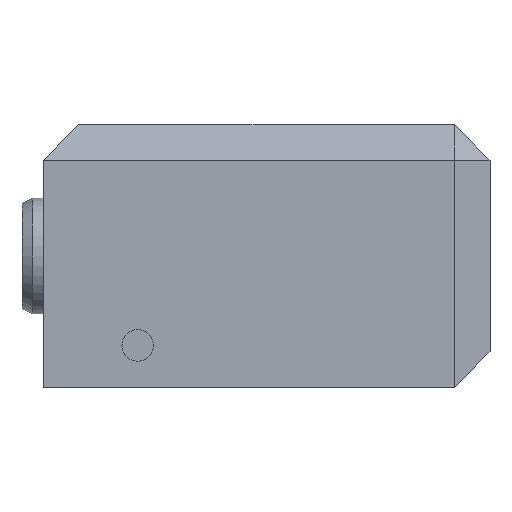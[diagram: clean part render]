
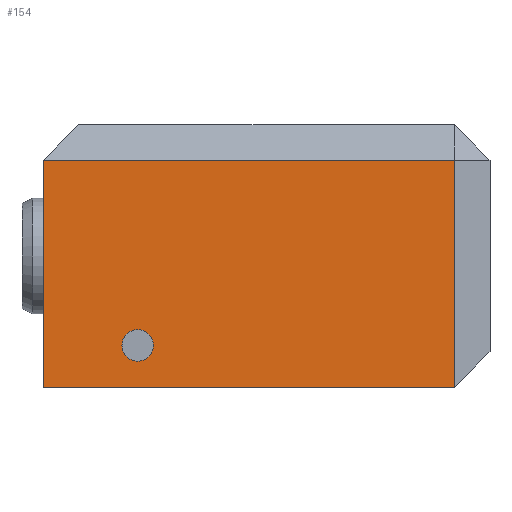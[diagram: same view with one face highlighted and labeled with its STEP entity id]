
A CAD part, left-side view. The second image highlights one B-rep face of the part: STEP entity #154.
In plain terms, the highlighted planar face has unit normal (-1, 0, 0).
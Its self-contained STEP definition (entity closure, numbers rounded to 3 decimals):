
#37 = CARTESIAN_POINT ( 'NONE',  ( -12.5, 3.4, 9.1 ) ) ;
#120 = LINE ( 'NONE', #1159, #1250 ) ;
#154 = ADVANCED_FACE ( 'NONE', ( #1193, #679 ), #1525, .F. ) ;
#165 = LINE ( 'NONE', #990, #560 ) ;
#240 = AXIS2_PLACEMENT_3D ( 'NONE', #1947, #1037, #1578 ) ;
#270 = DIRECTION ( 'NONE',  ( 0., 0., -1. ) ) ;
#298 = EDGE_LOOP ( 'NONE', ( #2052, #1992, #1149, #1939 ) ) ;
#314 = CARTESIAN_POINT ( 'NONE',  ( -12.5, 22., 12.5 ) ) ;
#331 = DIRECTION ( 'NONE',  ( 0., 0., -1. ) ) ;
#367 = ORIENTED_EDGE ( 'NONE', *, *, #1190, .T. ) ;
#527 = CIRCLE ( 'NONE', #240, 1.5 ) ;
#560 = VECTOR ( 'NONE', #2029, 1000. ) ;
#565 = VECTOR ( 'NONE', #1957, 1000. ) ;
#618 = ORIENTED_EDGE ( 'NONE', *, *, #645, .T. ) ;
#638 = VECTOR ( 'NONE', #1201, 1000. ) ;
#639 = CARTESIAN_POINT ( 'NONE',  ( -12.5, 22., -12.5 ) ) ;
#645 = EDGE_CURVE ( 'NONE', #1548, #1952, #527, .T. ) ;
#679 = FACE_OUTER_BOUND ( 'NONE', #298, .T. ) ;
#720 = EDGE_CURVE ( 'NONE', #1306, #2159, #721, .T. ) ;
#721 = LINE ( 'NONE', #1071, #638 ) ;
#745 = AXIS2_PLACEMENT_3D ( 'NONE', #1147, #952, #270 ) ;
#789 = EDGE_CURVE ( 'NONE', #1791, #2015, #120, .T. ) ;
#842 = EDGE_CURVE ( 'NONE', #1791, #1306, #1829, .T. ) ;
#867 = EDGE_LOOP ( 'NONE', ( #618, #367 ) ) ;
#952 = DIRECTION ( 'NONE',  ( 1., 0., 0. ) ) ;
#957 = CARTESIAN_POINT ( 'NONE',  ( -12.5, 33.5, -7. ) ) ;
#990 = CARTESIAN_POINT ( 'NONE',  ( -12.5, 22., 9.1 ) ) ;
#1037 = DIRECTION ( 'NONE',  ( 1., 0., 0. ) ) ;
#1071 = CARTESIAN_POINT ( 'NONE',  ( -12.5, 3.4, 12.5 ) ) ;
#1147 = CARTESIAN_POINT ( 'NONE',  ( -12.5, 33.5, -8.5 ) ) ;
#1149 = ORIENTED_EDGE ( 'NONE', *, *, #1691, .T. ) ;
#1159 = CARTESIAN_POINT ( 'NONE',  ( -12.5, 42.5, 12.5 ) ) ;
#1190 = EDGE_CURVE ( 'NONE', #1952, #1548, #1472, .T. ) ;
#1193 = FACE_BOUND ( 'NONE', #867, .T. ) ;
#1201 = DIRECTION ( 'NONE',  ( 0., 0., 1. ) ) ;
#1250 = VECTOR ( 'NONE', #1436, 1000. ) ;
#1306 = VERTEX_POINT ( 'NONE', #1765 ) ;
#1308 = CARTESIAN_POINT ( 'NONE',  ( -12.5, 33.5, -10. ) ) ;
#1436 = DIRECTION ( 'NONE',  ( 0., 0., 1. ) ) ;
#1472 = CIRCLE ( 'NONE', #745, 1.5 ) ;
#1525 = PLANE ( 'NONE',  #2232 ) ;
#1529 = CARTESIAN_POINT ( 'NONE',  ( -12.5, 42.5, 9.1 ) ) ;
#1548 = VERTEX_POINT ( 'NONE', #957 ) ;
#1578 = DIRECTION ( 'NONE',  ( 0., 0., -1. ) ) ;
#1691 = EDGE_CURVE ( 'NONE', #2159, #2015, #165, .T. ) ;
#1703 = DIRECTION ( 'NONE',  ( 1., 0., 0. ) ) ;
#1765 = CARTESIAN_POINT ( 'NONE',  ( -12.5, 3.4, -12.5 ) ) ;
#1791 = VERTEX_POINT ( 'NONE', #1946 ) ;
#1829 = LINE ( 'NONE', #639, #565 ) ;
#1939 = ORIENTED_EDGE ( 'NONE', *, *, #789, .F. ) ;
#1946 = CARTESIAN_POINT ( 'NONE',  ( -12.5, 42.5, -12.5 ) ) ;
#1947 = CARTESIAN_POINT ( 'NONE',  ( -12.5, 33.5, -8.5 ) ) ;
#1952 = VERTEX_POINT ( 'NONE', #1308 ) ;
#1957 = DIRECTION ( 'NONE',  ( 0., -1., 0. ) ) ;
#1992 = ORIENTED_EDGE ( 'NONE', *, *, #720, .T. ) ;
#2015 = VERTEX_POINT ( 'NONE', #1529 ) ;
#2029 = DIRECTION ( 'NONE',  ( 0., 1., 0. ) ) ;
#2052 = ORIENTED_EDGE ( 'NONE', *, *, #842, .T. ) ;
#2159 = VERTEX_POINT ( 'NONE', #37 ) ;
#2232 = AXIS2_PLACEMENT_3D ( 'NONE', #314, #1703, #331 ) ;
